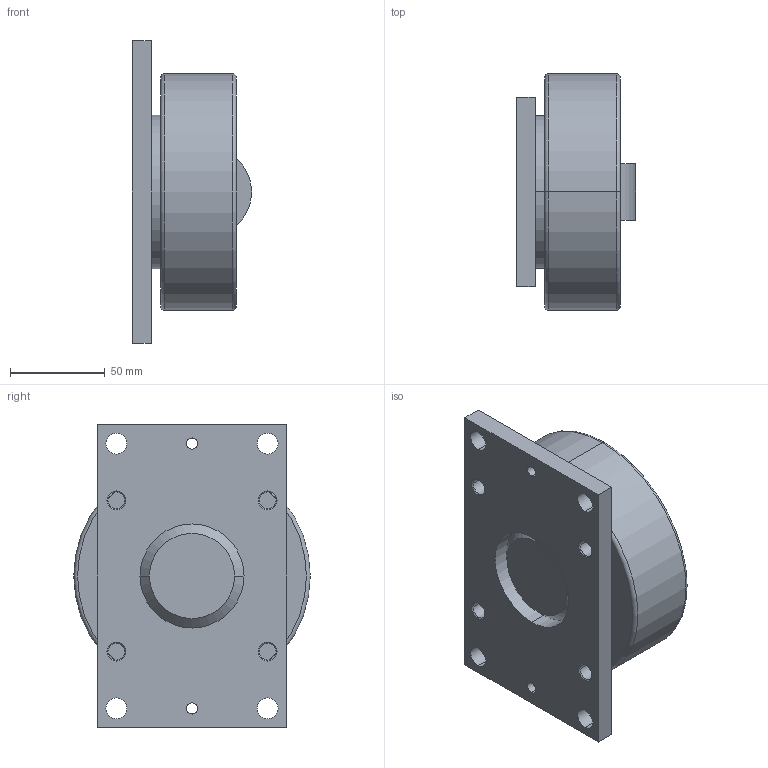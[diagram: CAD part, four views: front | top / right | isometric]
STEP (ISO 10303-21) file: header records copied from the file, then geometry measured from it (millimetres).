
FILE_DESCRIPTION(('STEP AP214'),'1');
FILE_NAME('pa_1250_ap.stp','2021-05-27T05:09:48',('TraceParts'),('TraceParts S.A.'),'Spatial InterOp 3D',' ',' ');
FILE_SCHEMA(('AUTOMOTIVE_DESIGN { 1 0 10303 214 1 1 1 1 }'));
Length unit declared in the file: millimetre
Products named in the file (1): pa_1250_ap
Bounding box: 63 x 125 x 160 mm (x, y, z)
Volume: 621259.6 mm3; surface area: 86428.7 mm2
Topology: 1 solids, 1 shells, 68 faces, 174 edges, 114 vertices
Faces by surface type: cylinder 38, plane 16, cone 10, torus 4
Entity records: 2287 total; most frequent: CARTESIAN_POINT 491, DIRECTION 402, ORIENTED_EDGE 348, EDGE_CURVE 174, AXIS2_PLACEMENT_3D 165, VERTEX_POINT 114, EDGE_LOOP 96, CIRCLE 96
